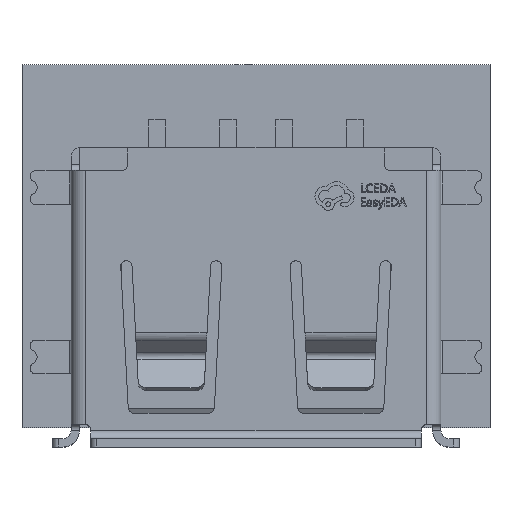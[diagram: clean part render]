
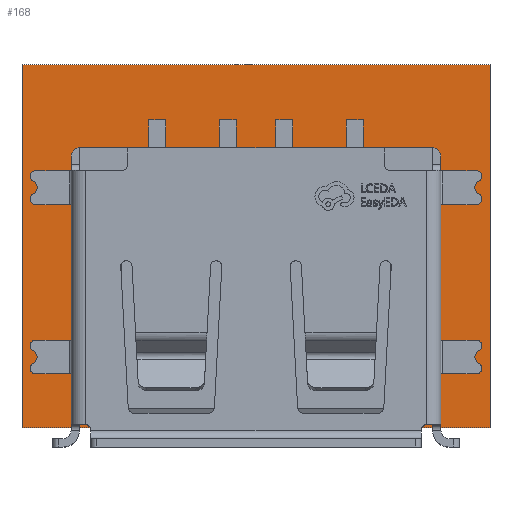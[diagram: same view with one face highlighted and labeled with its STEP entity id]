
A CAD part, top view. The second image highlights one B-rep face of the part: STEP entity #168.
In plain terms, the highlighted planar face has unit normal (0, 0, 1).
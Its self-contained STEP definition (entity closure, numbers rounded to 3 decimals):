
#39 = VERTEX_POINT('',#40);
#40 = CARTESIAN_POINT('',(38.703,-68.517,1.6)
  );
#46 = EDGE_CURVE('',#39,#47,#49,.T.);
#47 = VERTEX_POINT('',#48);
#48 = CARTESIAN_POINT('',(38.703,-55.652,1.6)
  );
#49 = LINE('',#50,#51);
#50 = CARTESIAN_POINT('',(38.703,-68.517,1.6)
  );
#51 = VECTOR('',#52,1.);
#52 = DIRECTION('',(0.,1.,0.));
#77 = EDGE_CURVE('',#47,#78,#80,.T.);
#78 = VERTEX_POINT('',#79);
#79 = CARTESIAN_POINT('',(55.277,-55.652,1.6
    ));
#80 = LINE('',#81,#82);
#81 = CARTESIAN_POINT('',(38.703,-55.652,1.6)
  );
#82 = VECTOR('',#83,1.);
#83 = DIRECTION('',(1.,0.,0.));
#108 = EDGE_CURVE('',#78,#109,#111,.T.);
#109 = VERTEX_POINT('',#110);
#110 = CARTESIAN_POINT('',(55.277,-68.517,1.6
    ));
#111 = LINE('',#112,#113);
#112 = CARTESIAN_POINT('',(55.277,-55.652,
    1.6));
#113 = VECTOR('',#114,1.);
#114 = DIRECTION('',(0.,-1.,0.));
#139 = EDGE_CURVE('',#109,#39,#140,.T.);
#140 = LINE('',#141,#142);
#141 = CARTESIAN_POINT('',(55.277,-68.517,1.6
    ));
#142 = VECTOR('',#143,1.);
#143 = DIRECTION('',(-1.,0.,0.));
#168 = ADVANCED_FACE('',(#169),#175,.F.);
#169 = FACE_BOUND('',#170,.F.);
#170 = EDGE_LOOP('',(#171,#172,#173,#174));
#171 = ORIENTED_EDGE('',*,*,#46,.T.);
#172 = ORIENTED_EDGE('',*,*,#77,.T.);
#173 = ORIENTED_EDGE('',*,*,#108,.T.);
#174 = ORIENTED_EDGE('',*,*,#139,.T.);
#175 = PLANE('',#176);
#176 = AXIS2_PLACEMENT_3D('',#177,#178,#179);
#177 = CARTESIAN_POINT('',(46.99,-62.085,
    1.6));
#178 = DIRECTION('',(-0.,-0.,-1.));
#179 = DIRECTION('',(-1.,0.,0.));
